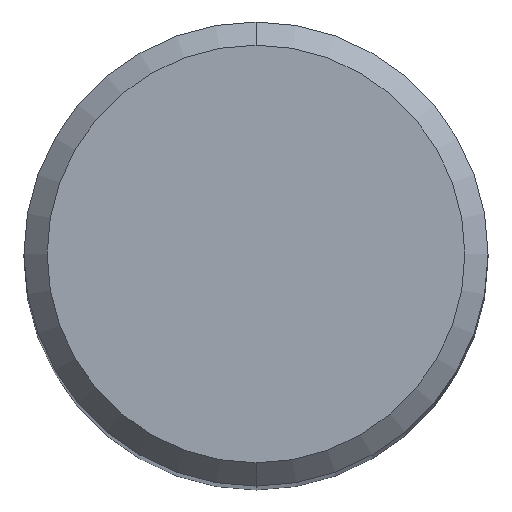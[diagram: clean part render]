
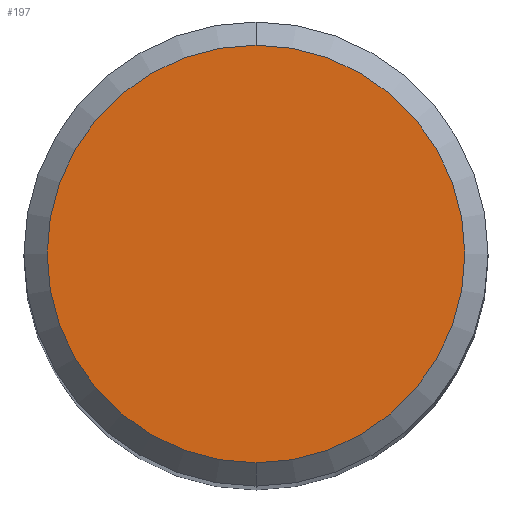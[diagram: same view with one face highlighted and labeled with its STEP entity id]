
A CAD part, top view. The second image highlights one B-rep face of the part: STEP entity #197.
In plain terms, the highlighted planar face has unit normal (0, 0, 1).
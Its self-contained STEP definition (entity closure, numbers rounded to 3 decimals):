
#133=EDGE_CURVE('',#181,#193,#291,.T.);
#175=EDGE_CURVE('',#193,#181,#338,.T.);
#181=VERTEX_POINT('',#345);
#193=VERTEX_POINT('',#358);
#197=ADVANCED_FACE('',(#362),#363,.T.);
#291=CIRCLE('',#462,4.5);
#338=CIRCLE('',#517,4.5);
#345=CARTESIAN_POINT('',(0.,-4.5,0.0));
#358=CARTESIAN_POINT('',(0.0,4.5,0.0));
#362=FACE_OUTER_BOUND('',#550,.T.);
#363=PLANE('',#551);
#462=AXIS2_PLACEMENT_3D('',#667,#668,#669);
#517=AXIS2_PLACEMENT_3D('',#724,#725,#726);
#550=EDGE_LOOP('',(#751,#752));
#551=AXIS2_PLACEMENT_3D('',#753,#754,#755);
#667=CARTESIAN_POINT('',(0.0,0.0,0.0));
#668=DIRECTION('',(0.0,0.0,-1.0));
#669=DIRECTION('',(0.0,1.0,0.0));
#724=CARTESIAN_POINT('',(0.0,0.0,0.0));
#725=DIRECTION('',(0.0,0.0,-1.0));
#726=DIRECTION('',(0.0,1.0,0.0));
#751=ORIENTED_EDGE('',*,*,#175,.F.);
#752=ORIENTED_EDGE('',*,*,#133,.F.);
#753=CARTESIAN_POINT('',(0.0,2.25,0.0));
#754=DIRECTION('',(-0.0,0.0,1.0));
#755=DIRECTION('',(0.0,-1.0,0.0));
